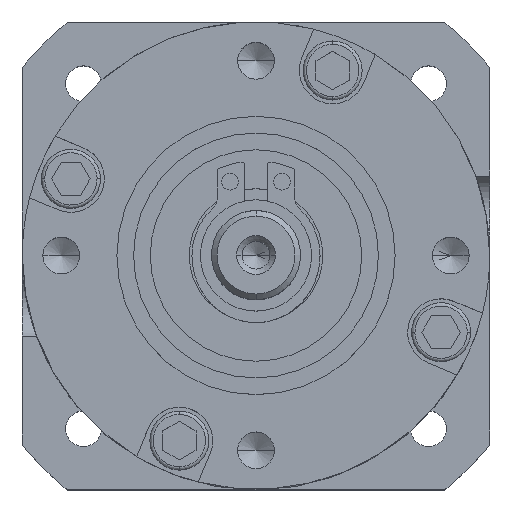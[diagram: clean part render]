
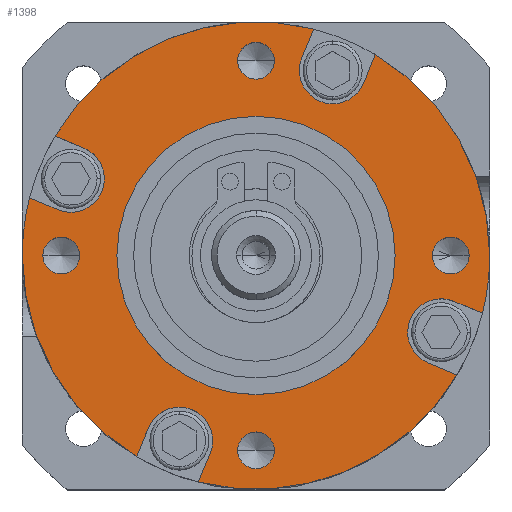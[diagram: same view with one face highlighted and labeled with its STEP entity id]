
A CAD part, top view. The second image highlights one B-rep face of the part: STEP entity #1398.
In plain terms, the highlighted planar face has unit normal (0, 0, 1).
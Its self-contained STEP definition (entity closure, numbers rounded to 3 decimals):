
#226 = EDGE_CURVE('',#227,#229,#231,.T.);
#227 = VERTEX_POINT('',#228);
#228 = CARTESIAN_POINT('',(10.726,18.054,10.));
#229 = VERTEX_POINT('',#230);
#230 = CARTESIAN_POINT('',(21.,0.,10.));
#231 = CIRCLE('',#232,21.);
#232 = AXIS2_PLACEMENT_3D('',#233,#234,#235);
#233 = CARTESIAN_POINT('',(0.,0.,10.));
#234 = DIRECTION('',(-0.,0.,-1.));
#235 = DIRECTION('',(-1.,0.,0.));
#245 = VERTEX_POINT('',#246);
#246 = CARTESIAN_POINT('',(-21.,0.,10.));
#252 = EDGE_CURVE('',#245,#253,#255,.T.);
#253 = VERTEX_POINT('',#254);
#254 = CARTESIAN_POINT('',(-20.351,5.182,10.));
#255 = CIRCLE('',#256,21.);
#256 = AXIS2_PLACEMENT_3D('',#257,#258,#259);
#257 = CARTESIAN_POINT('',(0.,0.,10.));
#258 = DIRECTION('',(-0.,0.,-1.));
#259 = DIRECTION('',(-1.,0.,0.));
#279 = VERTEX_POINT('',#280);
#280 = CARTESIAN_POINT('',(-18.054,10.726,10.));
#286 = EDGE_CURVE('',#279,#287,#289,.T.);
#287 = VERTEX_POINT('',#288);
#288 = CARTESIAN_POINT('',(5.182,20.351,10.));
#289 = CIRCLE('',#290,21.);
#290 = AXIS2_PLACEMENT_3D('',#291,#292,#293);
#291 = CARTESIAN_POINT('',(0.,0.,10.));
#292 = DIRECTION('',(-0.,0.,-1.));
#293 = DIRECTION('',(-1.,0.,0.));
#338 = VERTEX_POINT('',#339);
#339 = CARTESIAN_POINT('',(12.5,0.,10.));
#345 = EDGE_CURVE('',#346,#338,#348,.T.);
#346 = VERTEX_POINT('',#347);
#347 = CARTESIAN_POINT('',(-12.5,0.,10.));
#348 = CIRCLE('',#349,12.5);
#349 = AXIS2_PLACEMENT_3D('',#350,#351,#352);
#350 = CARTESIAN_POINT('',(0.,0.,10.));
#351 = DIRECTION('',(-0.,0.,-1.));
#352 = DIRECTION('',(-1.,0.,0.));
#371 = VERTEX_POINT('',#372);
#372 = CARTESIAN_POINT('',(1.65,-17.5,10.));
#378 = EDGE_CURVE('',#371,#379,#381,.T.);
#379 = VERTEX_POINT('',#380);
#380 = CARTESIAN_POINT('',(-1.65,-17.5,10.));
#381 = CIRCLE('',#382,1.65);
#382 = AXIS2_PLACEMENT_3D('',#383,#384,#385);
#383 = CARTESIAN_POINT('',(0.,-17.5,10.));
#384 = DIRECTION('',(0.,0.,-1.));
#385 = DIRECTION('',(1.,0.,0.));
#413 = VERTEX_POINT('',#414);
#414 = CARTESIAN_POINT('',(19.15,0.,10.));
#420 = EDGE_CURVE('',#413,#421,#423,.T.);
#421 = VERTEX_POINT('',#422);
#422 = CARTESIAN_POINT('',(15.85,0.,10.));
#423 = CIRCLE('',#424,1.65);
#424 = AXIS2_PLACEMENT_3D('',#425,#426,#427);
#425 = CARTESIAN_POINT('',(17.5,0.,10.));
#426 = DIRECTION('',(0.,0.,-1.));
#427 = DIRECTION('',(1.,0.,0.));
#455 = VERTEX_POINT('',#456);
#456 = CARTESIAN_POINT('',(1.65,17.5,10.));
#462 = EDGE_CURVE('',#455,#463,#465,.T.);
#463 = VERTEX_POINT('',#464);
#464 = CARTESIAN_POINT('',(-1.65,17.5,10.));
#465 = CIRCLE('',#466,1.65);
#466 = AXIS2_PLACEMENT_3D('',#467,#468,#469);
#467 = CARTESIAN_POINT('',(0.,17.5,10.));
#468 = DIRECTION('',(0.,0.,-1.));
#469 = DIRECTION('',(1.,0.,0.));
#497 = VERTEX_POINT('',#498);
#498 = CARTESIAN_POINT('',(-15.85,0.,10.));
#504 = EDGE_CURVE('',#497,#505,#507,.T.);
#505 = VERTEX_POINT('',#506);
#506 = CARTESIAN_POINT('',(-19.15,0.,10.));
#507 = CIRCLE('',#508,1.65);
#508 = AXIS2_PLACEMENT_3D('',#509,#510,#511);
#509 = CARTESIAN_POINT('',(-17.5,0.,10.));
#510 = DIRECTION('',(0.,0.,-1.));
#511 = DIRECTION('',(1.,0.,0.));
#537 = VERTEX_POINT('',#538);
#538 = CARTESIAN_POINT('',(-9.66,-15.482,10.));
#546 = EDGE_CURVE('',#537,#547,#549,.T.);
#547 = VERTEX_POINT('',#548);
#548 = CARTESIAN_POINT('',(-3.888,-16.63,10.));
#549 = CIRCLE('',#550,3.);
#550 = AXIS2_PLACEMENT_3D('',#551,#552,#553);
#551 = CARTESIAN_POINT('',(-6.888,-16.63,10.));
#552 = DIRECTION('',(0.,0.,-1.));
#553 = DIRECTION('',(1.,0.,0.));
#579 = VERTEX_POINT('',#580);
#580 = CARTESIAN_POINT('',(-15.482,9.66,10.));
#588 = EDGE_CURVE('',#579,#589,#591,.T.);
#589 = VERTEX_POINT('',#590);
#590 = CARTESIAN_POINT('',(-13.63,6.888,10.));
#591 = CIRCLE('',#592,3.);
#592 = AXIS2_PLACEMENT_3D('',#593,#594,#595);
#593 = CARTESIAN_POINT('',(-16.63,6.888,10.));
#594 = DIRECTION('',(0.,0.,-1.));
#595 = DIRECTION('',(1.,0.,0.));
#1317 = EDGE_CURVE('',#229,#1318,#1320,.T.);
#1318 = VERTEX_POINT('',#1319);
#1319 = CARTESIAN_POINT('',(20.351,-5.182,10.));
#1320 = CIRCLE('',#1321,21.);
#1321 = AXIS2_PLACEMENT_3D('',#1322,#1323,#1324);
#1322 = CARTESIAN_POINT('',(0.,0.,10.));
#1323 = DIRECTION('',(-0.,0.,-1.));
#1324 = DIRECTION('',(-1.,0.,0.));
#1344 = VERTEX_POINT('',#1345);
#1345 = CARTESIAN_POINT('',(18.054,-10.726,10.));
#1351 = EDGE_CURVE('',#1344,#1352,#1354,.T.);
#1352 = VERTEX_POINT('',#1353);
#1353 = CARTESIAN_POINT('',(-5.182,-20.351,10.));
#1354 = CIRCLE('',#1355,21.);
#1355 = AXIS2_PLACEMENT_3D('',#1356,#1357,#1358);
#1356 = CARTESIAN_POINT('',(0.,0.,10.));
#1357 = DIRECTION('',(-0.,0.,-1.));
#1358 = DIRECTION('',(-1.,0.,0.));
#1378 = VERTEX_POINT('',#1379);
#1379 = CARTESIAN_POINT('',(-10.726,-18.054,10.));
#1385 = EDGE_CURVE('',#1378,#245,#1386,.T.);
#1386 = CIRCLE('',#1387,21.);
#1387 = AXIS2_PLACEMENT_3D('',#1388,#1389,#1390);
#1388 = CARTESIAN_POINT('',(0.,0.,10.));
#1389 = DIRECTION('',(-0.,0.,-1.));
#1390 = DIRECTION('',(-1.,0.,0.));
#1398 = ADVANCED_FACE('',(#1399,#1409,#1419,#1429,#1439,#1449),#1547,.T.
  );
#1399 = FACE_BOUND('',#1400,.T.);
#1400 = EDGE_LOOP('',(#1401,#1402));
#1401 = ORIENTED_EDGE('',*,*,#345,.T.);
#1402 = ORIENTED_EDGE('',*,*,#1403,.T.);
#1403 = EDGE_CURVE('',#338,#346,#1404,.T.);
#1404 = CIRCLE('',#1405,12.5);
#1405 = AXIS2_PLACEMENT_3D('',#1406,#1407,#1408);
#1406 = CARTESIAN_POINT('',(0.,0.,10.));
#1407 = DIRECTION('',(-0.,0.,-1.));
#1408 = DIRECTION('',(-1.,0.,0.));
#1409 = FACE_BOUND('',#1410,.T.);
#1410 = EDGE_LOOP('',(#1411,#1412));
#1411 = ORIENTED_EDGE('',*,*,#378,.T.);
#1412 = ORIENTED_EDGE('',*,*,#1413,.T.);
#1413 = EDGE_CURVE('',#379,#371,#1414,.T.);
#1414 = CIRCLE('',#1415,1.65);
#1415 = AXIS2_PLACEMENT_3D('',#1416,#1417,#1418);
#1416 = CARTESIAN_POINT('',(0.,-17.5,10.));
#1417 = DIRECTION('',(0.,0.,-1.));
#1418 = DIRECTION('',(1.,0.,0.));
#1419 = FACE_BOUND('',#1420,.T.);
#1420 = EDGE_LOOP('',(#1421,#1422));
#1421 = ORIENTED_EDGE('',*,*,#420,.T.);
#1422 = ORIENTED_EDGE('',*,*,#1423,.T.);
#1423 = EDGE_CURVE('',#421,#413,#1424,.T.);
#1424 = CIRCLE('',#1425,1.65);
#1425 = AXIS2_PLACEMENT_3D('',#1426,#1427,#1428);
#1426 = CARTESIAN_POINT('',(17.5,0.,10.));
#1427 = DIRECTION('',(0.,0.,-1.));
#1428 = DIRECTION('',(1.,0.,0.));
#1429 = FACE_BOUND('',#1430,.T.);
#1430 = EDGE_LOOP('',(#1431,#1432));
#1431 = ORIENTED_EDGE('',*,*,#462,.T.);
#1432 = ORIENTED_EDGE('',*,*,#1433,.T.);
#1433 = EDGE_CURVE('',#463,#455,#1434,.T.);
#1434 = CIRCLE('',#1435,1.65);
#1435 = AXIS2_PLACEMENT_3D('',#1436,#1437,#1438);
#1436 = CARTESIAN_POINT('',(0.,17.5,10.));
#1437 = DIRECTION('',(0.,0.,-1.));
#1438 = DIRECTION('',(1.,0.,0.));
#1439 = FACE_BOUND('',#1440,.T.);
#1440 = EDGE_LOOP('',(#1441,#1442));
#1441 = ORIENTED_EDGE('',*,*,#504,.T.);
#1442 = ORIENTED_EDGE('',*,*,#1443,.T.);
#1443 = EDGE_CURVE('',#505,#497,#1444,.T.);
#1444 = CIRCLE('',#1445,1.65);
#1445 = AXIS2_PLACEMENT_3D('',#1446,#1447,#1448);
#1446 = CARTESIAN_POINT('',(-17.5,0.,10.));
#1447 = DIRECTION('',(0.,0.,-1.));
#1448 = DIRECTION('',(1.,0.,0.));
#1449 = FACE_BOUND('',#1450,.T.);
#1450 = EDGE_LOOP('',(#1451,#1459,#1468,#1474,#1475,#1476,#1484,#1493,
    #1499,#1500,#1506,#1507,#1516,#1522,#1523,#1524,#1530,#1531,#1540,
    #1546));
#1451 = ORIENTED_EDGE('',*,*,#1452,.T.);
#1452 = EDGE_CURVE('',#1344,#1453,#1455,.T.);
#1453 = VERTEX_POINT('',#1454);
#1454 = CARTESIAN_POINT('',(15.482,-9.66,10.));
#1455 = LINE('',#1456,#1457);
#1456 = CARTESIAN_POINT('',(18.054,-10.726,10.));
#1457 = VECTOR('',#1458,1.);
#1458 = DIRECTION('',(-0.924,0.383,0.));
#1459 = ORIENTED_EDGE('',*,*,#1460,.T.);
#1460 = EDGE_CURVE('',#1453,#1461,#1463,.T.);
#1461 = VERTEX_POINT('',#1462);
#1462 = CARTESIAN_POINT('',(17.778,-4.117,10.));
#1463 = CIRCLE('',#1464,3.);
#1464 = AXIS2_PLACEMENT_3D('',#1465,#1466,#1467);
#1465 = CARTESIAN_POINT('',(16.63,-6.888,10.));
#1466 = DIRECTION('',(0.,0.,-1.));
#1467 = DIRECTION('',(1.,0.,0.));
#1468 = ORIENTED_EDGE('',*,*,#1469,.T.);
#1469 = EDGE_CURVE('',#1461,#1318,#1470,.T.);
#1470 = LINE('',#1471,#1472);
#1471 = CARTESIAN_POINT('',(17.778,-4.117,10.));
#1472 = VECTOR('',#1473,1.);
#1473 = DIRECTION('',(0.924,-0.383,0.));
#1474 = ORIENTED_EDGE('',*,*,#1317,.F.);
#1475 = ORIENTED_EDGE('',*,*,#226,.F.);
#1476 = ORIENTED_EDGE('',*,*,#1477,.T.);
#1477 = EDGE_CURVE('',#227,#1478,#1480,.T.);
#1478 = VERTEX_POINT('',#1479);
#1479 = CARTESIAN_POINT('',(9.66,15.482,10.));
#1480 = LINE('',#1481,#1482);
#1481 = CARTESIAN_POINT('',(10.726,18.054,10.));
#1482 = VECTOR('',#1483,1.);
#1483 = DIRECTION('',(-0.383,-0.924,0.));
#1484 = ORIENTED_EDGE('',*,*,#1485,.T.);
#1485 = EDGE_CURVE('',#1478,#1486,#1488,.T.);
#1486 = VERTEX_POINT('',#1487);
#1487 = CARTESIAN_POINT('',(4.117,17.778,10.));
#1488 = CIRCLE('',#1489,3.);
#1489 = AXIS2_PLACEMENT_3D('',#1490,#1491,#1492);
#1490 = CARTESIAN_POINT('',(6.888,16.63,10.));
#1491 = DIRECTION('',(0.,0.,-1.));
#1492 = DIRECTION('',(1.,0.,0.));
#1493 = ORIENTED_EDGE('',*,*,#1494,.T.);
#1494 = EDGE_CURVE('',#1486,#287,#1495,.T.);
#1495 = LINE('',#1496,#1497);
#1496 = CARTESIAN_POINT('',(4.117,17.778,10.));
#1497 = VECTOR('',#1498,1.);
#1498 = DIRECTION('',(0.383,0.924,0.));
#1499 = ORIENTED_EDGE('',*,*,#286,.F.);
#1500 = ORIENTED_EDGE('',*,*,#1501,.T.);
#1501 = EDGE_CURVE('',#279,#579,#1502,.T.);
#1502 = LINE('',#1503,#1504);
#1503 = CARTESIAN_POINT('',(-18.054,10.726,10.));
#1504 = VECTOR('',#1505,1.);
#1505 = DIRECTION('',(0.924,-0.383,0.));
#1506 = ORIENTED_EDGE('',*,*,#588,.T.);
#1507 = ORIENTED_EDGE('',*,*,#1508,.T.);
#1508 = EDGE_CURVE('',#589,#1509,#1511,.T.);
#1509 = VERTEX_POINT('',#1510);
#1510 = CARTESIAN_POINT('',(-17.778,4.117,10.));
#1511 = CIRCLE('',#1512,3.);
#1512 = AXIS2_PLACEMENT_3D('',#1513,#1514,#1515);
#1513 = CARTESIAN_POINT('',(-16.63,6.888,10.));
#1514 = DIRECTION('',(0.,0.,-1.));
#1515 = DIRECTION('',(1.,0.,0.));
#1516 = ORIENTED_EDGE('',*,*,#1517,.T.);
#1517 = EDGE_CURVE('',#1509,#253,#1518,.T.);
#1518 = LINE('',#1519,#1520);
#1519 = CARTESIAN_POINT('',(-17.778,4.117,10.));
#1520 = VECTOR('',#1521,1.);
#1521 = DIRECTION('',(-0.924,0.383,0.));
#1522 = ORIENTED_EDGE('',*,*,#252,.F.);
#1523 = ORIENTED_EDGE('',*,*,#1385,.F.);
#1524 = ORIENTED_EDGE('',*,*,#1525,.T.);
#1525 = EDGE_CURVE('',#1378,#537,#1526,.T.);
#1526 = LINE('',#1527,#1528);
#1527 = CARTESIAN_POINT('',(-10.726,-18.054,10.));
#1528 = VECTOR('',#1529,1.);
#1529 = DIRECTION('',(0.383,0.924,0.));
#1530 = ORIENTED_EDGE('',*,*,#546,.T.);
#1531 = ORIENTED_EDGE('',*,*,#1532,.T.);
#1532 = EDGE_CURVE('',#547,#1533,#1535,.T.);
#1533 = VERTEX_POINT('',#1534);
#1534 = CARTESIAN_POINT('',(-4.117,-17.778,10.));
#1535 = CIRCLE('',#1536,3.);
#1536 = AXIS2_PLACEMENT_3D('',#1537,#1538,#1539);
#1537 = CARTESIAN_POINT('',(-6.888,-16.63,10.));
#1538 = DIRECTION('',(0.,0.,-1.));
#1539 = DIRECTION('',(1.,0.,0.));
#1540 = ORIENTED_EDGE('',*,*,#1541,.T.);
#1541 = EDGE_CURVE('',#1533,#1352,#1542,.T.);
#1542 = LINE('',#1543,#1544);
#1543 = CARTESIAN_POINT('',(-4.117,-17.778,10.));
#1544 = VECTOR('',#1545,1.);
#1545 = DIRECTION('',(-0.383,-0.924,0.));
#1546 = ORIENTED_EDGE('',*,*,#1351,.F.);
#1547 = PLANE('',#1548);
#1548 = AXIS2_PLACEMENT_3D('',#1549,#1550,#1551);
#1549 = CARTESIAN_POINT('',(0.,0.,10.));
#1550 = DIRECTION('',(0.,0.,1.));
#1551 = DIRECTION('',(1.,0.,-0.));
